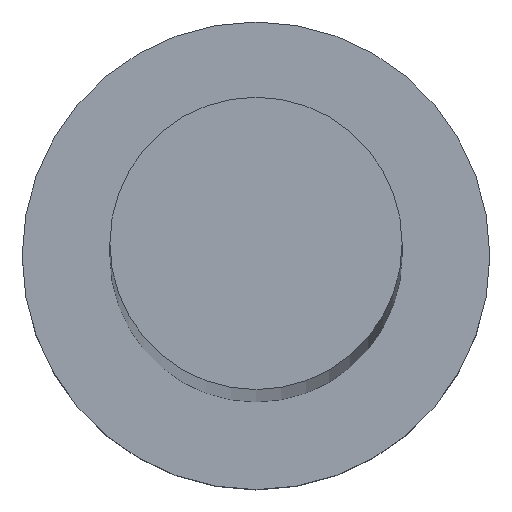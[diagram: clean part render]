
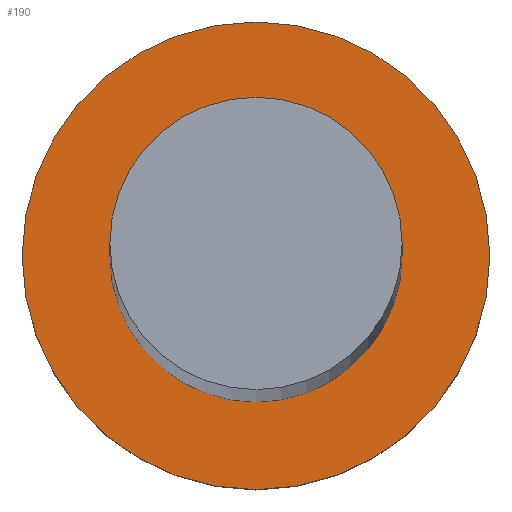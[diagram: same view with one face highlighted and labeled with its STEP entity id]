
A CAD part, top view. The second image highlights one B-rep face of the part: STEP entity #190.
In plain terms, the highlighted planar face has unit normal (0, 0, 1).
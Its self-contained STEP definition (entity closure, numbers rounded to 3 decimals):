
#4 = DIRECTION ( 'NONE',  ( 1., 0., 0. ) ) ;
#15 = CARTESIAN_POINT ( 'NONE',  ( 0., 0., 6.5 ) ) ;
#23 = EDGE_CURVE ( 'NONE', #76, #222, #230, .T. ) ;
#29 = VERTEX_POINT ( 'NONE', #37 ) ;
#30 = ORIENTED_EDGE ( 'NONE', *, *, #152, .F. ) ;
#33 = AXIS2_PLACEMENT_3D ( 'NONE', #167, #210, #66 ) ;
#37 = CARTESIAN_POINT ( 'NONE',  ( 8., 0., 6.5 ) ) ;
#48 = DIRECTION ( 'NONE',  ( 0., 0., 1. ) ) ;
#49 = CARTESIAN_POINT ( 'NONE',  ( -8., 0., 6.5 ) ) ;
#54 = EDGE_LOOP ( 'NONE', ( #30, #99 ) ) ;
#55 = AXIS2_PLACEMENT_3D ( 'NONE', #87, #113, #225 ) ;
#57 = DIRECTION ( 'NONE',  ( 0., 0., 1. ) ) ;
#61 = FACE_BOUND ( 'NONE', #54, .T. ) ;
#66 = DIRECTION ( 'NONE',  ( 1., 0., 0. ) ) ;
#70 = CIRCLE ( 'NONE', #133, 5. ) ;
#76 = VERTEX_POINT ( 'NONE', #211 ) ;
#81 = CARTESIAN_POINT ( 'NONE',  ( 0., 0., 6.5 ) ) ;
#84 = VERTEX_POINT ( 'NONE', #49 ) ;
#85 = AXIS2_PLACEMENT_3D ( 'NONE', #240, #57, #119 ) ;
#87 = CARTESIAN_POINT ( 'NONE',  ( 0., 0., 6.5 ) ) ;
#99 = ORIENTED_EDGE ( 'NONE', *, *, #23, .F. ) ;
#113 = DIRECTION ( 'NONE',  ( 0., 0., 1. ) ) ;
#119 = DIRECTION ( 'NONE',  ( 1., 0., 0. ) ) ;
#120 = CIRCLE ( 'NONE', #85, 8. ) ;
#133 = AXIS2_PLACEMENT_3D ( 'NONE', #81, #221, #4 ) ;
#152 = EDGE_CURVE ( 'NONE', #222, #76, #70, .T. ) ;
#163 = AXIS2_PLACEMENT_3D ( 'NONE', #15, #48, #169 ) ;
#165 = EDGE_LOOP ( 'NONE', ( #206, #220 ) ) ;
#167 = CARTESIAN_POINT ( 'NONE',  ( 0., 0., 6.5 ) ) ;
#169 = DIRECTION ( 'NONE',  ( 1., 0., 0. ) ) ;
#185 = EDGE_CURVE ( 'NONE', #29, #84, #120, .T. ) ;
#187 = PLANE ( 'NONE',  #163 ) ;
#190 = ADVANCED_FACE ( 'NONE', ( #61, #204 ), #187, .T. ) ;
#204 = FACE_OUTER_BOUND ( 'NONE', #165, .T. ) ;
#206 = ORIENTED_EDGE ( 'NONE', *, *, #226, .T. ) ;
#210 = DIRECTION ( 'NONE',  ( 0., 0., 1. ) ) ;
#211 = CARTESIAN_POINT ( 'NONE',  ( 5., 0., 6.5 ) ) ;
#216 = CIRCLE ( 'NONE', #33, 8. ) ;
#220 = ORIENTED_EDGE ( 'NONE', *, *, #185, .T. ) ;
#221 = DIRECTION ( 'NONE',  ( 0., 0., 1. ) ) ;
#222 = VERTEX_POINT ( 'NONE', #242 ) ;
#225 = DIRECTION ( 'NONE',  ( 1., 0., 0. ) ) ;
#226 = EDGE_CURVE ( 'NONE', #84, #29, #216, .T. ) ;
#230 = CIRCLE ( 'NONE', #55, 5. ) ;
#240 = CARTESIAN_POINT ( 'NONE',  ( 0., 0., 6.5 ) ) ;
#242 = CARTESIAN_POINT ( 'NONE',  ( -5., 0., 6.5 ) ) ;
